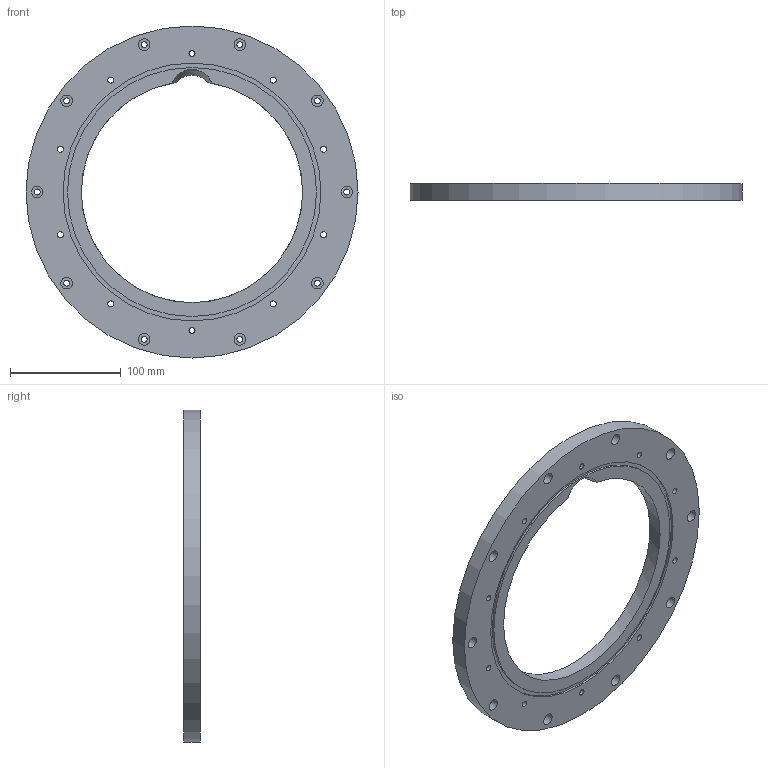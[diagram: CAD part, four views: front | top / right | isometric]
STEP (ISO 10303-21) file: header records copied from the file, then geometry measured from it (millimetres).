
FILE_DESCRIPTION(/* description */ (''),/* implementation_level */ '2;1');
FILE_NAME(/* name */ '300mm housing 2 Camera.stp',/* time_stamp */ '2025-02-28T09:56:06-05:00',/* author */ ('mayhe'),/* organization */ (''),/* preprocessor_version */ 'ST-DEVELOPER v20',/* originating_system */ 'Autodesk Inventor 2025',/* authorisation */ '');
FILE_SCHEMA (('AUTOMOTIVE_DESIGN { 1 0 10303 214 3 1 1 }'));
Length unit declared in the file: millimetre
Products named in the file (1): 260mm housing 2
Bounding box: 300 x 15 x 300 mm (x, y, z)
Volume: 528516.6 mm3; surface area: 114423.8 mm2
Topology: 1 solids, 1 shells, 134 faces, 351 edges, 234 vertices
Faces by surface type: plane 87, cylinder 47
Full cylindrical faces by diameter (mm): 5.5 x20, 10.475 x10, 225 x2, 233 x2, 300 x1
Entity records: 4266 total; most frequent: CARTESIAN_POINT 734, DIRECTION 713, ORIENTED_EDGE 702, EDGE_CURVE 351, LINE 255, VECTOR 255, VERTEX_POINT 234, AXIS2_PLACEMENT_3D 229
